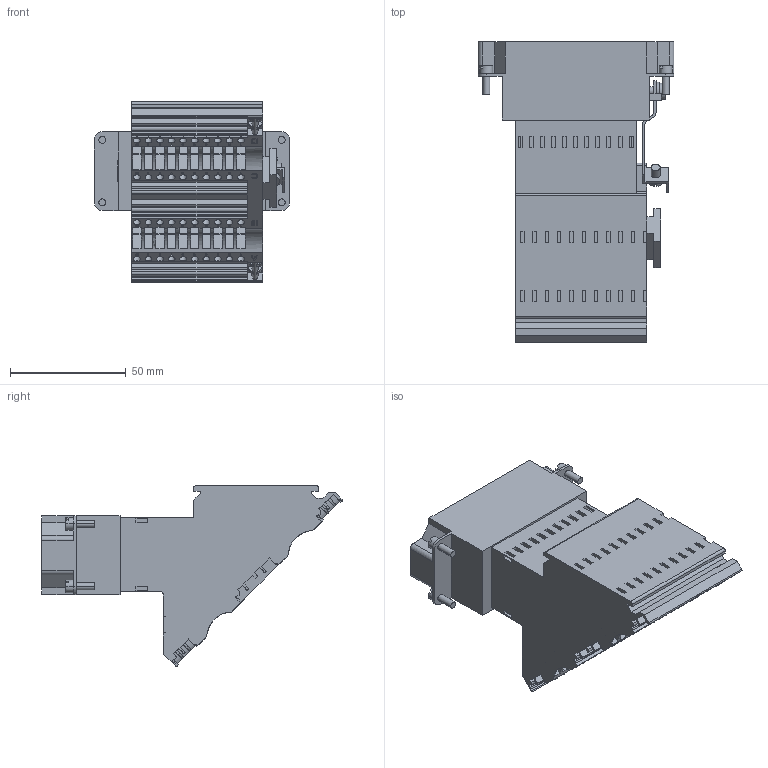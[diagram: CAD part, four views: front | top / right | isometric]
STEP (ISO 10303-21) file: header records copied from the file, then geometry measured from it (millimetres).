
FILE_DESCRIPTION(/* description */ (''),/* implementation_level */ '2;1');
FILE_NAME(/* name */ '3D_1250400110102_HD-040-M.AV.R_V1.0_stp.stp',/* time_stamp */ '2024-02-26T14:56:13+08:00',/* author */ (''),/* organization */ (''),/* preprocessor_version */ 'ST-DEVELOPER v18.1',/* originating_system */ 'SIEMENS PLM Software NX 1980',/* authorisation */ '');
FILE_SCHEMA (('AUTOMOTIVE_DESIGN { 1 0 10303 214 3 1 1 1 }'));
Products named in the file (1): 13183BF42C50g1xo
Bounding box: 84.5 x 130 x 78 mm (x, y, z)
Volume: 243844.3 mm3; surface area: 61710 mm2
Topology: 1 solids, 1 shells, 3505 faces, 9611 edges, 6308 vertices
Faces by surface type: plane 3053, cylinder 275, sphere 80, cone 80, extrusion 17
Full cylindrical faces by diameter (mm): 2.835 x1, 3.15 x1
Entity records: 109375 total; most frequent: CARTESIAN_POINT 20734, ORIENTED_EDGE 19058, DIRECTION 16857, EDGE_CURVE 9529, VECTOR 8531, LINE 8514, VERTEX_POINT 6308, AXIS2_PLACEMENT_3D 4163
